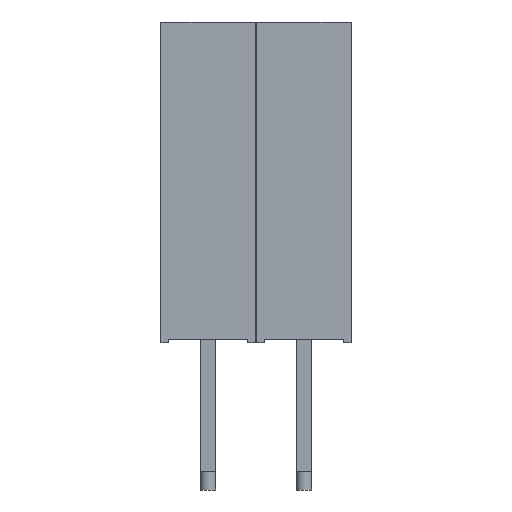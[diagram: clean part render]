
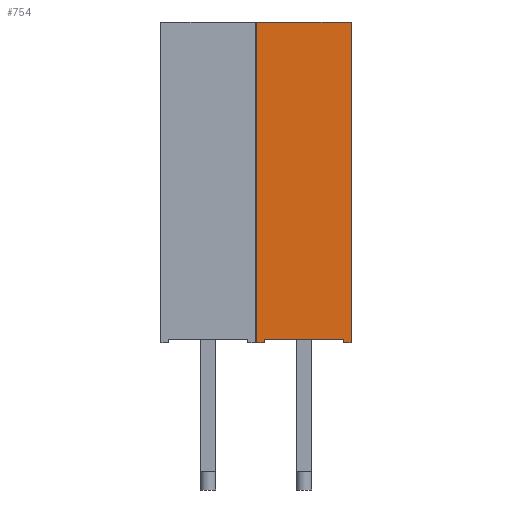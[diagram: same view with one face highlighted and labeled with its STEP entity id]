
A CAD part, left-side view. The second image highlights one B-rep face of the part: STEP entity #754.
In plain terms, the highlighted planar face has unit normal (-1, 0, 0).
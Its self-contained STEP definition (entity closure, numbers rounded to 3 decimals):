
#754=ADVANCED_FACE('',(#979),#981,.T.);
#979=FACE_BOUND('',#980,.T.);
#980=EDGE_LOOP('',(#1145,#1146,#1147,#1148,#1149,#1150,#1151,#1152));
#981=PLANE('',#982);
#982=AXIS2_PLACEMENT_3D('',#983,#984,#985);
#983=CARTESIAN_POINT('',(0.,2.5,0.));
#984=DIRECTION('',(-1.,0.,0.));
#985=DIRECTION('',(0.,-1.,0.));
#1145=ORIENTED_EDGE('',*,*,#1248,.T.);
#1146=ORIENTED_EDGE('',*,*,#1237,.T.);
#1147=ORIENTED_EDGE('',*,*,#1247,.T.);
#1148=ORIENTED_EDGE('',*,*,#1249,.T.);
#1149=ORIENTED_EDGE('',*,*,#1250,.T.);
#1150=ORIENTED_EDGE('',*,*,#1251,.F.);
#1151=ORIENTED_EDGE('',*,*,#1252,.F.);
#1152=ORIENTED_EDGE('',*,*,#1253,.T.);
#1237=EDGE_CURVE('',#1314,#1312,#1315,.T.);
#1247=EDGE_CURVE('',#1312,#1330,#1332,.F.);
#1248=EDGE_CURVE('',#1333,#1314,#1334,.F.);
#1249=EDGE_CURVE('',#1330,#1335,#1336,.T.);
#1250=EDGE_CURVE('',#1335,#1337,#1338,.T.);
#1251=EDGE_CURVE('',#1339,#1337,#1340,.T.);
#1252=EDGE_CURVE('',#1341,#1339,#1342,.T.);
#1253=EDGE_CURVE('',#1341,#1333,#1343,.T.);
#1312=VERTEX_POINT('',#1456);
#1314=VERTEX_POINT('',#1460);
#1315=LINE('',#1461,#1462);
#1330=VERTEX_POINT('',#1494);
#1332=LINE('',#1498,#1499);
#1333=VERTEX_POINT('',#1501);
#1334=LINE('',#1502,#1503);
#1335=VERTEX_POINT('',#1505);
#1336=LINE('',#1506,#1507);
#1337=VERTEX_POINT('',#1509);
#1338=LINE('',#1510,#1511);
#1339=VERTEX_POINT('',#1513);
#1340=LINE('',#1514,#1515);
#1341=VERTEX_POINT('',#1517);
#1342=LINE('',#1518,#1519);
#1343=LINE('',#1521,#1522);
#1456=CARTESIAN_POINT('',(0.,0.2,0.1));
#1460=CARTESIAN_POINT('',(0.,2.3,0.1));
#1461=CARTESIAN_POINT('',(0.,2.3,0.1));
#1462=VECTOR('',#1463,1.);
#1463=DIRECTION('',(0.,-1.,0.));
#1494=CARTESIAN_POINT('',(0.,0.2,0.));
#1498=CARTESIAN_POINT('',(0.,0.2,0.));
#1499=VECTOR('',#1500,1.);
#1500=DIRECTION('',(0.,0.,1.));
#1501=CARTESIAN_POINT('',(0.,2.3,0.));
#1502=CARTESIAN_POINT('',(0.,2.3,0.1));
#1503=VECTOR('',#1504,1.);
#1504=DIRECTION('',(0.,0.,-1.));
#1505=CARTESIAN_POINT('',(0.,0.,0.));
#1506=CARTESIAN_POINT('',(0.,0.2,0.));
#1507=VECTOR('',#1508,1.);
#1508=DIRECTION('',(0.,-1.,0.));
#1509=CARTESIAN_POINT('',(0.,0.,8.5));
#1510=CARTESIAN_POINT('',(0.,0.,0.));
#1511=VECTOR('',#1512,1.);
#1512=DIRECTION('',(0.,0.,1.));
#1513=CARTESIAN_POINT('',(0.,2.5,8.5));
#1514=CARTESIAN_POINT('',(0.,2.5,8.5));
#1515=VECTOR('',#1516,1.);
#1516=DIRECTION('',(0.,-1.,0.));
#1517=CARTESIAN_POINT('',(0.,2.5,0.));
#1518=CARTESIAN_POINT('',(0.,2.5,0.));
#1519=VECTOR('',#1520,1.);
#1520=DIRECTION('',(0.,0.,1.));
#1521=CARTESIAN_POINT('',(0.,2.5,0.));
#1522=VECTOR('',#1523,1.);
#1523=DIRECTION('',(0.,-1.,0.));
